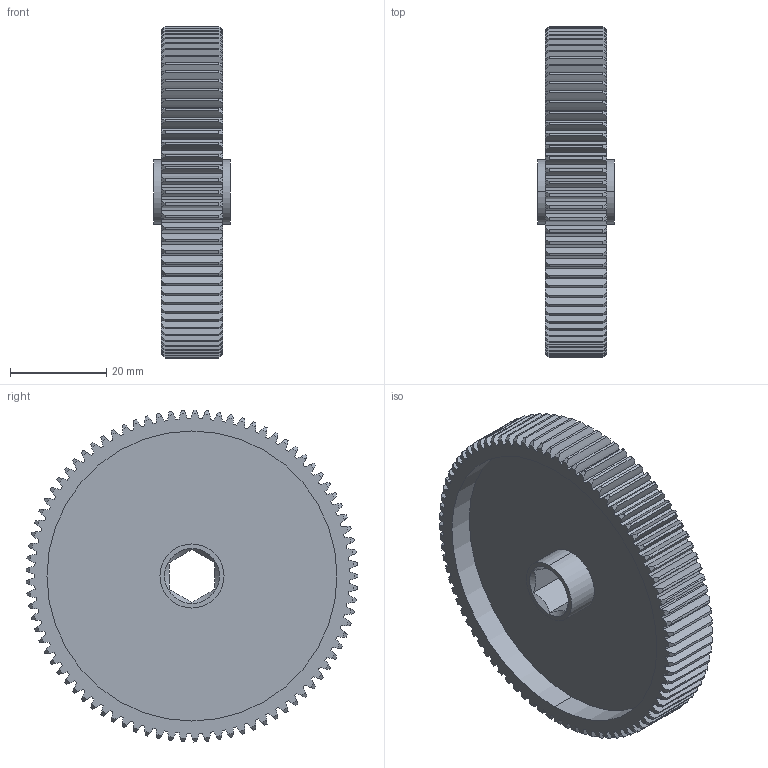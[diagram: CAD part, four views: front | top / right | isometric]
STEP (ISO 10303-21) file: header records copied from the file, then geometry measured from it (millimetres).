
FILE_DESCRIPTION (( 'STEP AP203' ), '1' );
FILE_NAME ('am-3533 85T 32DP 375hex 500FW.STEP', '2022-06-16T14:11:09', ( '' ), ( '' ), 'SwSTEP 2.0', 'SolidWorks 2021', '' );
FILE_SCHEMA (( 'CONFIG_CONTROL_DESIGN' ));
Length unit declared in the file: inch
Products named in the file (1): am-3533 85T 32DP 375hex 500FW
Bounding box: 15.88 x 69.04 x 69.05 mm (x, y, z)
Volume: 16580.4 mm3; surface area: 15198.4 mm2
Topology: 1 solids, 1 shells, 538 faces, 1592 edges, 1060 vertices
Faces by surface type: cylinder 352, cone 174, plane 12
Entity records: 18985 total; most frequent: CARTESIAN_POINT 4341, DIRECTION 3192, ORIENTED_EDGE 3184, EDGE_CURVE 1592, AXIS2_PLACEMENT_3D 1415, VERTEX_POINT 1060, CIRCLE 876, EDGE_LOOP 544
